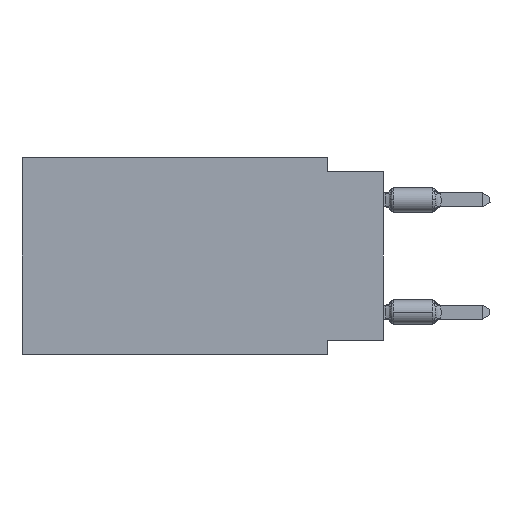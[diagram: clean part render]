
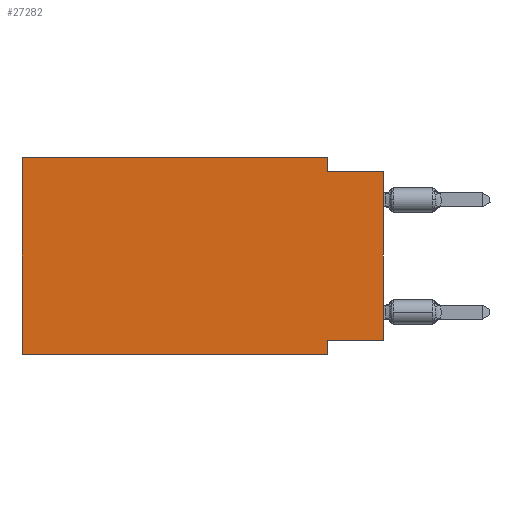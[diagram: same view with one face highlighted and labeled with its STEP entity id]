
A CAD part, left-side view. The second image highlights one B-rep face of the part: STEP entity #27282.
In plain terms, the highlighted planar face has unit normal (-1, 0, 0).
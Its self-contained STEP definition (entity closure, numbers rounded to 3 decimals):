
#190 = DIRECTION ( 'NONE',  ( 0., 0., 1. ) ) ;
#744 = LINE ( 'NONE', #6461, #8601 ) ;
#1410 = EDGE_CURVE ( 'NONE', #10632, #5849, #33341, .T. ) ;
#1453 = CARTESIAN_POINT ( 'NONE',  ( 0., 2.54, 0. ) ) ;
#1819 = ORIENTED_EDGE ( 'NONE', *, *, #1410, .F. ) ;
#2213 = VECTOR ( 'NONE', #190, 1000. ) ;
#2444 = VECTOR ( 'NONE', #20562, 1000. ) ;
#3182 = DIRECTION ( 'NONE',  ( 0., 0., -1. ) ) ;
#3381 = CARTESIAN_POINT ( 'NONE',  ( 0., 2.54, -8.89 ) ) ;
#3935 = ORIENTED_EDGE ( 'NONE', *, *, #23295, .F. ) ;
#4710 = ORIENTED_EDGE ( 'NONE', *, *, #11746, .F. ) ;
#4740 = DIRECTION ( 'NONE',  ( 0., 0., -1. ) ) ;
#5007 = CARTESIAN_POINT ( 'NONE',  ( 0., 16.383, 0. ) ) ;
#5640 = VECTOR ( 'NONE', #10471, 1000. ) ;
#5849 = VERTEX_POINT ( 'NONE', #14992 ) ;
#6461 = CARTESIAN_POINT ( 'NONE',  ( 0., 2.54, -8.89 ) ) ;
#8569 = EDGE_CURVE ( 'NONE', #22503, #21976, #20898, .T. ) ;
#8601 = VECTOR ( 'NONE', #3182, 1000. ) ;
#8932 = ORIENTED_EDGE ( 'NONE', *, *, #29271, .T. ) ;
#9110 = ORIENTED_EDGE ( 'NONE', *, *, #8569, .F. ) ;
#9121 = EDGE_CURVE ( 'NONE', #5849, #27237, #744, .T. ) ;
#9302 = DIRECTION ( 'NONE',  ( 0., -1., 0. ) ) ;
#9755 = VERTEX_POINT ( 'NONE', #23837 ) ;
#10369 = ORIENTED_EDGE ( 'NONE', *, *, #19406, .T. ) ;
#10471 = DIRECTION ( 'NONE',  ( 0., 0., -1. ) ) ;
#10566 = CARTESIAN_POINT ( 'NONE',  ( 0., 16.383, 0. ) ) ;
#10632 = VERTEX_POINT ( 'NONE', #23075 ) ;
#11012 = ORIENTED_EDGE ( 'NONE', *, *, #9121, .F. ) ;
#11746 = EDGE_CURVE ( 'NONE', #21976, #13398, #23763, .T. ) ;
#13334 = LINE ( 'NONE', #34065, #2213 ) ;
#13398 = VERTEX_POINT ( 'NONE', #32028 ) ;
#13839 = VECTOR ( 'NONE', #33463, 1000. ) ;
#14771 = FACE_OUTER_BOUND ( 'NONE', #17216, .T. ) ;
#14936 = PLANE ( 'NONE',  #20423 ) ;
#14992 = CARTESIAN_POINT ( 'NONE',  ( 0., 2.54, -8.255 ) ) ;
#15102 = DIRECTION ( 'NONE',  ( 1., 0., 0. ) ) ;
#17216 = EDGE_LOOP ( 'NONE', ( #8932, #3935, #4710, #9110, #20214, #10369, #11012, #1819 ) ) ;
#17969 = CARTESIAN_POINT ( 'NONE',  ( 0., 0., -8.255 ) ) ;
#18100 = LINE ( 'NONE', #20858, #13839 ) ;
#19406 = EDGE_CURVE ( 'NONE', #27411, #27237, #28926, .T. ) ;
#19829 = LINE ( 'NONE', #32955, #22508 ) ;
#20214 = ORIENTED_EDGE ( 'NONE', *, *, #28353, .F. ) ;
#20388 = DIRECTION ( 'NONE',  ( 0., -1., 0. ) ) ;
#20423 = AXIS2_PLACEMENT_3D ( 'NONE', #33242, #15102, #4740 ) ;
#20562 = DIRECTION ( 'NONE',  ( 0., 1., 0. ) ) ;
#20858 = CARTESIAN_POINT ( 'NONE',  ( 0., 16.383, 0. ) ) ;
#20898 = LINE ( 'NONE', #5007, #21268 ) ;
#21268 = VECTOR ( 'NONE', #20388, 1000. ) ;
#21976 = VERTEX_POINT ( 'NONE', #1453 ) ;
#22503 = VERTEX_POINT ( 'NONE', #10566 ) ;
#22508 = VECTOR ( 'NONE', #9302, 1000. ) ;
#22624 = VECTOR ( 'NONE', #25827, 1000. ) ;
#23075 = CARTESIAN_POINT ( 'NONE',  ( 0., 0., -8.255 ) ) ;
#23295 = EDGE_CURVE ( 'NONE', #13398, #9755, #19829, .T. ) ;
#23763 = LINE ( 'NONE', #31012, #5640 ) ;
#23837 = CARTESIAN_POINT ( 'NONE',  ( 0., 0., -0.635 ) ) ;
#25827 = DIRECTION ( 'NONE',  ( 0., -1., 0. ) ) ;
#26177 = CARTESIAN_POINT ( 'NONE',  ( 0., 16.383, -8.89 ) ) ;
#26340 = CARTESIAN_POINT ( 'NONE',  ( 0., 16.383, -8.89 ) ) ;
#27237 = VERTEX_POINT ( 'NONE', #3381 ) ;
#27282 = ADVANCED_FACE ( 'NONE', ( #14771 ), #14936, .F. ) ;
#27411 = VERTEX_POINT ( 'NONE', #26340 ) ;
#28353 = EDGE_CURVE ( 'NONE', #27411, #22503, #18100, .T. ) ;
#28926 = LINE ( 'NONE', #26177, #22624 ) ;
#29271 = EDGE_CURVE ( 'NONE', #10632, #9755, #13334, .T. ) ;
#31012 = CARTESIAN_POINT ( 'NONE',  ( 0., 2.54, 0. ) ) ;
#32028 = CARTESIAN_POINT ( 'NONE',  ( 0., 2.54, -0.635 ) ) ;
#32955 = CARTESIAN_POINT ( 'NONE',  ( 0., 0., -0.635 ) ) ;
#33242 = CARTESIAN_POINT ( 'NONE',  ( 0., 16.383, 0. ) ) ;
#33341 = LINE ( 'NONE', #17969, #2444 ) ;
#33463 = DIRECTION ( 'NONE',  ( 0., 0., 1. ) ) ;
#34065 = CARTESIAN_POINT ( 'NONE',  ( 0., 0., 0. ) ) ;
